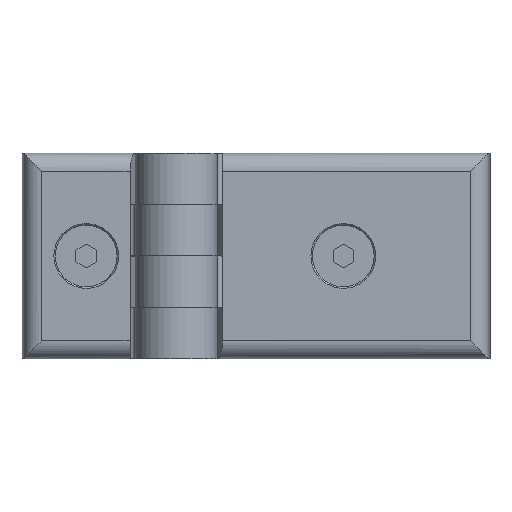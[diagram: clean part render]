
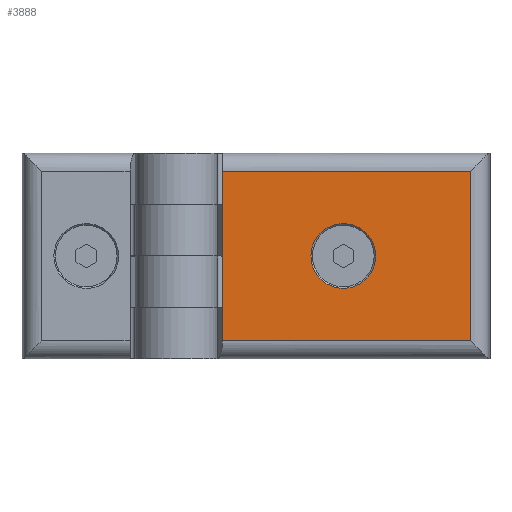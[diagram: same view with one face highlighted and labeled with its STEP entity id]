
A CAD part, top view. The second image highlights one B-rep face of the part: STEP entity #3888.
In plain terms, the highlighted face is planar.
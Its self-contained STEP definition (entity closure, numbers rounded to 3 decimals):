
#101=LINE('',#7801,#428);
#106=LINE('',#7813,#433);
#107=LINE('',#7815,#434);
#108=LINE('',#7817,#435);
#428=VECTOR('',#6452,1000.);
#433=VECTOR('',#6461,1000.);
#434=VECTOR('',#6462,1000.);
#435=VECTOR('',#6463,1000.);
#1007=ORIENTED_EDGE('',*,*,#2095,.T.);
#1008=ORIENTED_EDGE('',*,*,#2128,.F.);
#1009=ORIENTED_EDGE('',*,*,#2134,.F.);
#1010=ORIENTED_EDGE('',*,*,#2135,.T.);
#1011=ORIENTED_EDGE('',*,*,#2136,.T.);
#2095=EDGE_CURVE('',#2661,#2661,#3012,.T.);
#2128=EDGE_CURVE('',#2690,#2691,#101,.T.);
#2134=EDGE_CURVE('',#2696,#2690,#106,.T.);
#2135=EDGE_CURVE('',#2696,#2697,#107,.T.);
#2136=EDGE_CURVE('',#2697,#2691,#108,.T.);
#2661=VERTEX_POINT('',#7732);
#2690=VERTEX_POINT('',#7800);
#2691=VERTEX_POINT('',#7802);
#2696=VERTEX_POINT('',#7814);
#2697=VERTEX_POINT('',#7816);
#3012=CIRCLE('',#5802,6.3);
#3206=EDGE_LOOP('',(#1007));
#3207=EDGE_LOOP('',(#1008,#1009,#1010,#1011));
#3493=FACE_BOUND('',#3206,.T.);
#3494=FACE_BOUND('',#3207,.T.);
#3755=PLANE('',#5818);
#3888=ADVANCED_FACE('',(#3493,#3494),#3755,.F.);
#5802=AXIS2_PLACEMENT_3D('',#7731,#6397,#6398);
#5818=AXIS2_PLACEMENT_3D('',#7812,#6459,#6460);
#6397=DIRECTION('',(0.,-1.,0.));
#6398=DIRECTION('',(0.,0.,-1.));
#6452=DIRECTION('',(0.,0.,-1.));
#6459=DIRECTION('',(0.,-1.,0.));
#6460=DIRECTION('',(0.,0.,-1.));
#6461=DIRECTION('',(-1.,0.,0.));
#6462=DIRECTION('',(0.,0.,-1.));
#6463=DIRECTION('',(-1.,0.,0.));
#7731=CARTESIAN_POINT('',(32.51,-0.5,0.));
#7732=CARTESIAN_POINT('',(32.51,-0.5,-6.3));
#7800=CARTESIAN_POINT('',(8.99,-0.5,16.5));
#7801=CARTESIAN_POINT('',(8.99,-0.5,20.));
#7802=CARTESIAN_POINT('',(8.99,-0.5,-16.5));
#7812=CARTESIAN_POINT('',(61.549,-0.5,20.));
#7813=CARTESIAN_POINT('',(62.599,-0.5,16.5));
#7814=CARTESIAN_POINT('',(57.283,-0.5,16.5));
#7815=CARTESIAN_POINT('',(57.283,-0.5,20.));
#7816=CARTESIAN_POINT('',(57.283,-0.5,-16.5));
#7817=CARTESIAN_POINT('',(62.599,-0.5,-16.5));
